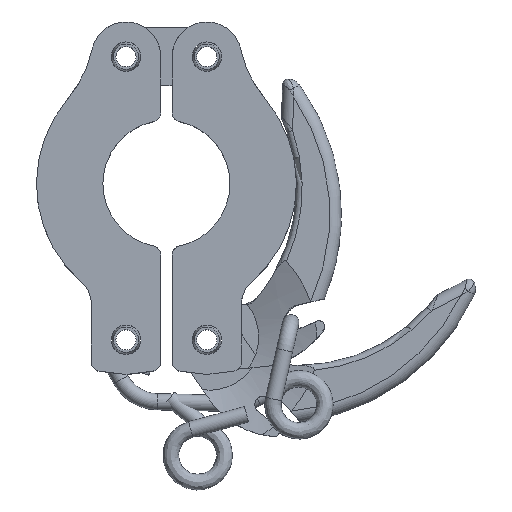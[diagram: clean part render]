
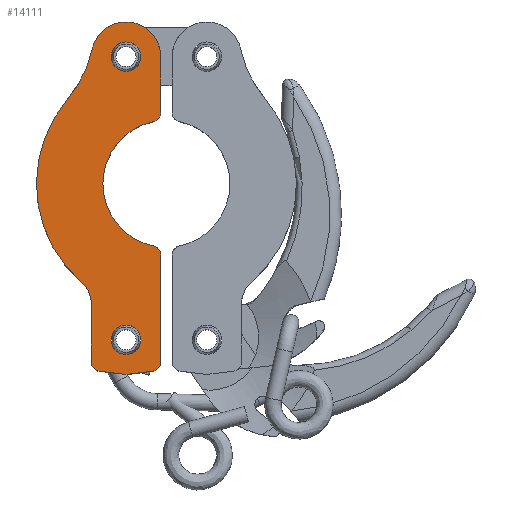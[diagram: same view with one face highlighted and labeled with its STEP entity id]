
A CAD part, top view. The second image highlights one B-rep face of the part: STEP entity #14111.
In plain terms, the highlighted planar face has unit normal (0, 0, 1).
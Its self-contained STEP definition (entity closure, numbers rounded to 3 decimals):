
#52 = CIRCLE ( 'NONE', #10595, 1.6 ) ;
#283 = EDGE_CURVE ( 'NONE', #7909, #2434, #3468, .T. ) ;
#310 = CIRCLE ( 'NONE', #1771, 2.55 ) ;
#395 = VERTEX_POINT ( 'NONE', #8243 ) ;
#444 = AXIS2_PLACEMENT_3D ( 'NONE', #14070, #6324, #12898 ) ;
#500 = EDGE_CURVE ( 'NONE', #2266, #10535, #4668, .T. ) ;
#542 = CARTESIAN_POINT ( 'NONE',  ( -7., -27., 8. ) ) ;
#557 = FACE_BOUND ( 'NONE', #13611, .T. ) ;
#776 = DIRECTION ( 'NONE',  ( 1., 0., 0. ) ) ;
#873 = ORIENTED_EDGE ( 'NONE', *, *, #500, .T. ) ;
#904 = ORIENTED_EDGE ( 'NONE', *, *, #8130, .T. ) ;
#1007 = AXIS2_PLACEMENT_3D ( 'NONE', #13748, #3884, #4990 ) ;
#1087 = CARTESIAN_POINT ( 'NONE',  ( -4.45, 22., 8. ) ) ;
#1189 = VERTEX_POINT ( 'NONE', #11888 ) ;
#1269 = CARTESIAN_POINT ( 'NONE',  ( -2.405, -32.436, 8. ) ) ;
#1442 = FACE_BOUND ( 'NONE', #3529, .T. ) ;
#1655 = VECTOR ( 'NONE', #6268, 1000. ) ;
#1771 = AXIS2_PLACEMENT_3D ( 'NONE', #6059, #13802, #13715 ) ;
#1927 = DIRECTION ( 'NONE',  ( 1., 0., 0. ) ) ;
#1992 = CIRCLE ( 'NONE', #10948, 1.6 ) ;
#2006 = EDGE_CURVE ( 'NONE', #10535, #3669, #12456, .T. ) ;
#2196 = DIRECTION ( 'NONE',  ( 0., 0., -1. ) ) ;
#2222 = CARTESIAN_POINT ( 'NONE',  ( -1., 22., 8. ) ) ;
#2266 = VERTEX_POINT ( 'NONE', #4723 ) ;
#2434 = VERTEX_POINT ( 'NONE', #3604 ) ;
#2774 = ORIENTED_EDGE ( 'NONE', *, *, #8187, .T. ) ;
#3164 = ORIENTED_EDGE ( 'NONE', *, *, #5602, .T. ) ;
#3273 = DIRECTION ( 'NONE',  ( 1., 0., 0. ) ) ;
#3303 = VERTEX_POINT ( 'NONE', #12859 ) ;
#3373 = CARTESIAN_POINT ( 'NONE',  ( -7., 22., 8. ) ) ;
#3468 = LINE ( 'NONE', #7044, #11557 ) ;
#3497 = CARTESIAN_POINT ( 'NONE',  ( -13., -20.791, 8. ) ) ;
#3529 = EDGE_LOOP ( 'NONE', ( #6923 ) ) ;
#3579 = AXIS2_PLACEMENT_3D ( 'NONE', #8798, #13034, #6446 ) ;
#3604 = CARTESIAN_POINT ( 'NONE',  ( -13., -30.848, 8. ) ) ;
#3669 = VERTEX_POINT ( 'NONE', #1269 ) ;
#3709 = CIRCLE ( 'NONE', #14041, 2.55 ) ;
#3884 = DIRECTION ( 'NONE',  ( 0., 0., 1. ) ) ;
#3930 = CARTESIAN_POINT ( 'NONE',  ( -14.727, -17.011, 8. ) ) ;
#4124 = EDGE_CURVE ( 'NONE', #5247, #1189, #10484, .T. ) ;
#4197 = ORIENTED_EDGE ( 'NONE', *, *, #283, .T. ) ;
#4207 = DIRECTION ( 'NONE',  ( 1., 0., 0. ) ) ;
#4359 = ORIENTED_EDGE ( 'NONE', *, *, #13898, .T. ) ;
#4491 = EDGE_CURVE ( 'NONE', #14181, #10653, #11835, .T. ) ;
#4509 = CARTESIAN_POINT ( 'NONE',  ( -2.6, -12.329, 8. ) ) ;
#4538 = EDGE_CURVE ( 'NONE', #2434, #2266, #9961, .T. ) ;
#4562 = DIRECTION ( 'NONE',  ( 1., 0., 0. ) ) ;
#4565 = EDGE_LOOP ( 'NONE', ( #11584, #6083, #904, #13764, #2774, #13397, #9866, #4197, #13722, #873, #12423, #7739, #10522, #4359 ) ) ;
#4668 = LINE ( 'NONE', #13875, #9818 ) ;
#4723 = CARTESIAN_POINT ( 'NONE',  ( -11.595, -32.436, 8. ) ) ;
#4990 = DIRECTION ( 'NONE',  ( 1., 0., 0. ) ) ;
#5133 = CARTESIAN_POINT ( 'NONE',  ( -7., -33., 8. ) ) ;
#5142 = VERTEX_POINT ( 'NONE', #10827 ) ;
#5247 = VERTEX_POINT ( 'NONE', #2222 ) ;
#5325 = AXIS2_PLACEMENT_3D ( 'NONE', #10168, #9054, #7800 ) ;
#5402 = DIRECTION ( 'NONE',  ( 0., 0., 1. ) ) ;
#5602 = EDGE_CURVE ( 'NONE', #8197, #8197, #310, .T. ) ;
#5638 = CARTESIAN_POINT ( 'NONE',  ( -7., -33., 8. ) ) ;
#6024 = DIRECTION ( 'NONE',  ( 1., 0., 0. ) ) ;
#6059 = CARTESIAN_POINT ( 'NONE',  ( -7., 22., 8. ) ) ;
#6083 = ORIENTED_EDGE ( 'NONE', *, *, #8105, .T. ) ;
#6132 = CIRCLE ( 'NONE', #9209, 11. ) ;
#6203 = CARTESIAN_POINT ( 'NONE',  ( -11.4, -30.848, 8. ) ) ;
#6268 = DIRECTION ( 'NONE',  ( 0., 1., 0. ) ) ;
#6288 = AXIS2_PLACEMENT_3D ( 'NONE', #11825, #9418, #11689 ) ;
#6307 = DIRECTION ( 'NONE',  ( 0., 0., 1. ) ) ;
#6324 = DIRECTION ( 'NONE',  ( 0., 0., 1. ) ) ;
#6354 = CARTESIAN_POINT ( 'NONE',  ( -1., -12.329, 8. ) ) ;
#6446 = DIRECTION ( 'NONE',  ( 1., 0., 0. ) ) ;
#6565 = CARTESIAN_POINT ( 'NONE',  ( 0., 0., 8. ) ) ;
#6681 = DIRECTION ( 'NONE',  ( 0.993, 0.122, 0. ) ) ;
#6923 = ORIENTED_EDGE ( 'NONE', *, *, #11278, .T. ) ;
#7044 = CARTESIAN_POINT ( 'NONE',  ( -13., -2.884, 8. ) ) ;
#7188 = EDGE_CURVE ( 'NONE', #3669, #395, #10122, .T. ) ;
#7293 = CARTESIAN_POINT ( 'NONE',  ( -2.27, 10.763, 8. ) ) ;
#7329 = CARTESIAN_POINT ( 'NONE',  ( -1., -2.884, 8. ) ) ;
#7739 = ORIENTED_EDGE ( 'NONE', *, *, #7188, .T. ) ;
#7782 = EDGE_CURVE ( 'NONE', #5142, #10492, #6132, .T. ) ;
#7800 = DIRECTION ( 'NONE',  ( 1., 0., 0. ) ) ;
#7909 = VERTEX_POINT ( 'NONE', #3497 ) ;
#8047 = AXIS2_PLACEMENT_3D ( 'NONE', #3373, #5402, #3273 ) ;
#8105 = EDGE_CURVE ( 'NONE', #10492, #3303, #1992, .T. ) ;
#8130 = EDGE_CURVE ( 'NONE', #3303, #5247, #13703, .T. ) ;
#8187 = EDGE_CURVE ( 'NONE', #1189, #10653, #13359, .T. ) ;
#8197 = VERTEX_POINT ( 'NONE', #1087 ) ;
#8243 = CARTESIAN_POINT ( 'NONE',  ( -1., -30.848, 8. ) ) ;
#8334 = EDGE_CURVE ( 'NONE', #14181, #7909, #12328, .T. ) ;
#8798 = CARTESIAN_POINT ( 'NONE',  ( -32.414, 27.487, 8. ) ) ;
#9050 = AXIS2_PLACEMENT_3D ( 'NONE', #6203, #6307, #776 ) ;
#9054 = DIRECTION ( 'NONE',  ( 0., 0., -1. ) ) ;
#9209 = AXIS2_PLACEMENT_3D ( 'NONE', #6565, #2196, #4207 ) ;
#9315 = PLANE ( 'NONE',  #1007 ) ;
#9418 = DIRECTION ( 'NONE',  ( 0., 0., -1. ) ) ;
#9425 = CARTESIAN_POINT ( 'NONE',  ( -1., -12.329, 8. ) ) ;
#9578 = CARTESIAN_POINT ( 'NONE',  ( -2.6, 12.329, 8. ) ) ;
#9670 = DIRECTION ( 'NONE',  ( 0., 0., 1. ) ) ;
#9818 = VECTOR ( 'NONE', #13823, 1000. ) ;
#9866 = ORIENTED_EDGE ( 'NONE', *, *, #8334, .T. ) ;
#9893 = VECTOR ( 'NONE', #11981, 1000. ) ;
#9961 = CIRCLE ( 'NONE', #9050, 1.6 ) ;
#10122 = CIRCLE ( 'NONE', #444, 1.6 ) ;
#10167 = CARTESIAN_POINT ( 'NONE',  ( -17.161, 14.552, 8. ) ) ;
#10168 = CARTESIAN_POINT ( 'NONE',  ( -18., -20.791, 8. ) ) ;
#10215 = FACE_OUTER_BOUND ( 'NONE', #4565, .T. ) ;
#10484 = CIRCLE ( 'NONE', #8047, 6. ) ;
#10492 = VERTEX_POINT ( 'NONE', #7293 ) ;
#10522 = ORIENTED_EDGE ( 'NONE', *, *, #12511, .F. ) ;
#10535 = VERTEX_POINT ( 'NONE', #5133 ) ;
#10595 = AXIS2_PLACEMENT_3D ( 'NONE', #4509, #13318, #4562 ) ;
#10653 = VERTEX_POINT ( 'NONE', #10167 ) ;
#10827 = CARTESIAN_POINT ( 'NONE',  ( -2.27, -10.763, 8. ) ) ;
#10948 = AXIS2_PLACEMENT_3D ( 'NONE', #9578, #9670, #1927 ) ;
#11278 = EDGE_CURVE ( 'NONE', #13000, #13000, #3709, .T. ) ;
#11293 = DIRECTION ( 'NONE',  ( 0., -1., 0. ) ) ;
#11476 = DIRECTION ( 'NONE',  ( 0., 0., -1. ) ) ;
#11557 = VECTOR ( 'NONE', #11293, 1000. ) ;
#11584 = ORIENTED_EDGE ( 'NONE', *, *, #7782, .T. ) ;
#11689 = DIRECTION ( 'NONE',  ( 1., 0., 0. ) ) ;
#11825 = CARTESIAN_POINT ( 'NONE',  ( 0., 0., 8. ) ) ;
#11835 = CIRCLE ( 'NONE', #6288, 22.5 ) ;
#11888 = CARTESIAN_POINT ( 'NONE',  ( -12.865, 23.266, 8. ) ) ;
#11926 = VECTOR ( 'NONE', #6681, 1000. ) ;
#11981 = DIRECTION ( 'NONE',  ( 0., -1., 0. ) ) ;
#12256 = VERTEX_POINT ( 'NONE', #9425 ) ;
#12328 = CIRCLE ( 'NONE', #5325, 5. ) ;
#12423 = ORIENTED_EDGE ( 'NONE', *, *, #2006, .T. ) ;
#12456 = LINE ( 'NONE', #5638, #11926 ) ;
#12511 = EDGE_CURVE ( 'NONE', #12256, #395, #13673, .T. ) ;
#12859 = CARTESIAN_POINT ( 'NONE',  ( -1., 12.329, 8. ) ) ;
#12898 = DIRECTION ( 'NONE',  ( 1., 0., 0. ) ) ;
#13000 = VERTEX_POINT ( 'NONE', #13161 ) ;
#13034 = DIRECTION ( 'NONE',  ( 0., 0., -1. ) ) ;
#13161 = CARTESIAN_POINT ( 'NONE',  ( -4.45, -27., 8. ) ) ;
#13318 = DIRECTION ( 'NONE',  ( 0., 0., 1. ) ) ;
#13359 = CIRCLE ( 'NONE', #3579, 20. ) ;
#13397 = ORIENTED_EDGE ( 'NONE', *, *, #4491, .F. ) ;
#13611 = EDGE_LOOP ( 'NONE', ( #3164 ) ) ;
#13673 = LINE ( 'NONE', #6354, #9893 ) ;
#13703 = LINE ( 'NONE', #7329, #1655 ) ;
#13715 = DIRECTION ( 'NONE',  ( 1., 0., 0. ) ) ;
#13722 = ORIENTED_EDGE ( 'NONE', *, *, #4538, .T. ) ;
#13748 = CARTESIAN_POINT ( 'NONE',  ( -9.764, -2.884, 8. ) ) ;
#13764 = ORIENTED_EDGE ( 'NONE', *, *, #4124, .T. ) ;
#13802 = DIRECTION ( 'NONE',  ( 0., 0., -1. ) ) ;
#13823 = DIRECTION ( 'NONE',  ( 0.993, -0.122, 0. ) ) ;
#13875 = CARTESIAN_POINT ( 'NONE',  ( -11.595, -32.436, 8. ) ) ;
#13898 = EDGE_CURVE ( 'NONE', #12256, #5142, #52, .T. ) ;
#14041 = AXIS2_PLACEMENT_3D ( 'NONE', #542, #11476, #6024 ) ;
#14070 = CARTESIAN_POINT ( 'NONE',  ( -2.6, -30.848, 8. ) ) ;
#14111 = ADVANCED_FACE ( 'NONE', ( #557, #1442, #10215 ), #9315, .T. ) ;
#14181 = VERTEX_POINT ( 'NONE', #3930 ) ;
